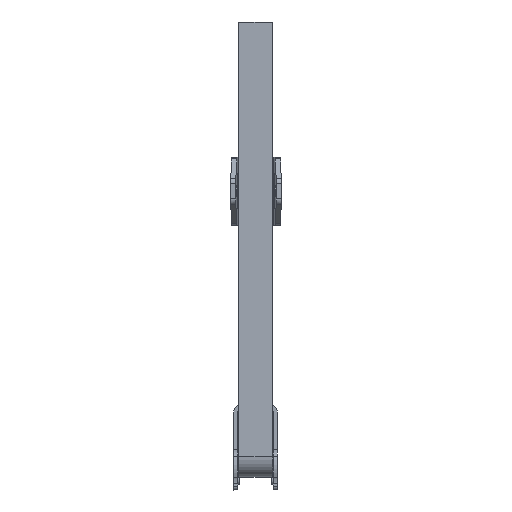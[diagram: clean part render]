
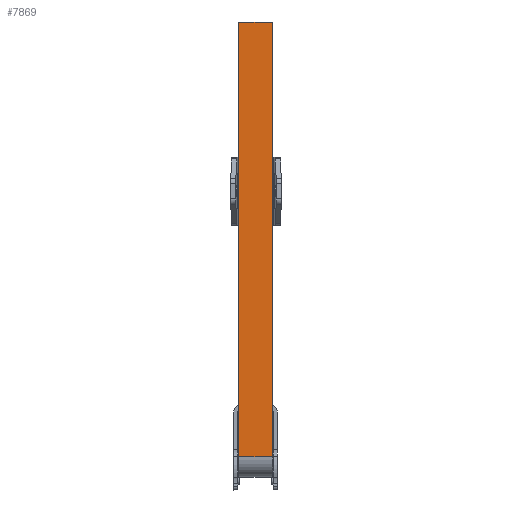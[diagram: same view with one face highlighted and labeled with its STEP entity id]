
A CAD part, front view. The second image highlights one B-rep face of the part: STEP entity #7869.
In plain terms, the highlighted planar face has unit normal (0, -1, 0).
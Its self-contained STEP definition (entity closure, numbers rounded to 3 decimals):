
#7861=AXIS2_PLACEMENT_3D('Plane Axis2P3D',#7858,#7859,#7860) ;
#7667=CARTESIAN_POINT('Vertex',(12.316,15.222,137.8)) ;
#7670=CARTESIAN_POINT('Line Origine',(12.316,15.222,73.8)) ;
#7674=CARTESIAN_POINT('Vertex',(12.316,15.222,9.8)) ;
#7698=CARTESIAN_POINT('Line Origine',(7.316,15.222,9.8)) ;
#7702=CARTESIAN_POINT('Vertex',(2.316,15.222,9.8)) ;
#7722=CARTESIAN_POINT('Line Origine',(2.316,15.222,73.8)) ;
#7726=CARTESIAN_POINT('Vertex',(2.316,15.222,137.8)) ;
#7846=CARTESIAN_POINT('Line Origine',(7.316,15.222,137.8)) ;
#7858=CARTESIAN_POINT('Axis2P3D Location',(2.316,15.222,9.8)) ;
#7671=DIRECTION('Vector Direction',(0.,0.,1.)) ;
#7699=DIRECTION('Vector Direction',(-1.,0.,0.)) ;
#7723=DIRECTION('Vector Direction',(0.,0.,1.)) ;
#7847=DIRECTION('Vector Direction',(1.,0.,0.)) ;
#7859=DIRECTION('Axis2P3D Direction',(0.,1.,0.)) ;
#7860=DIRECTION('Axis2P3D XDirection',(0.,0.,1.)) ;
#7672=VECTOR('Line Direction',#7671,1.) ;
#7700=VECTOR('Line Direction',#7699,1.) ;
#7724=VECTOR('Line Direction',#7723,1.) ;
#7848=VECTOR('Line Direction',#7847,1.) ;
#7864=ORIENTED_EDGE('',*,*,#7676,.T.) ;
#7865=ORIENTED_EDGE('',*,*,#7850,.F.) ;
#7866=ORIENTED_EDGE('',*,*,#7728,.F.) ;
#7867=ORIENTED_EDGE('',*,*,#7704,.T.) ;
#7869=ADVANCED_FACE('V2',(#7868),#7862,.F.) ;
#7676=EDGE_CURVE('',#7675,#7668,#7673,.T.) ;
#7704=EDGE_CURVE('',#7703,#7675,#7701,.F.) ;
#7728=EDGE_CURVE('',#7703,#7727,#7725,.T.) ;
#7850=EDGE_CURVE('',#7727,#7668,#7849,.T.) ;
#7863=EDGE_LOOP('',(#7864,#7865,#7866,#7867)) ;
#7868=FACE_OUTER_BOUND('',#7863,.T.) ;
#7673=LINE('Line',#7670,#7672) ;
#7701=LINE('Line',#7698,#7700) ;
#7725=LINE('Line',#7722,#7724) ;
#7849=LINE('Line',#7846,#7848) ;
#7862=PLANE('',#7861) ;
#7668=VERTEX_POINT('',#7667) ;
#7675=VERTEX_POINT('',#7674) ;
#7703=VERTEX_POINT('',#7702) ;
#7727=VERTEX_POINT('',#7726) ;
